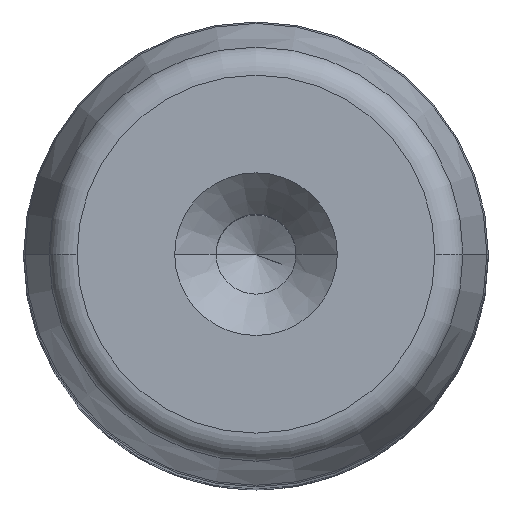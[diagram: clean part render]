
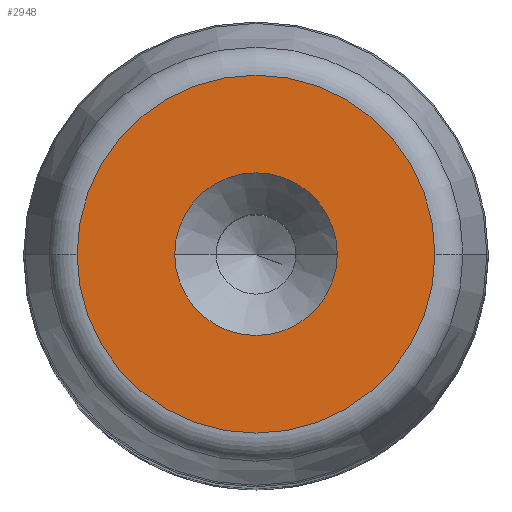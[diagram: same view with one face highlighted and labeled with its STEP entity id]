
A CAD part, top view. The second image highlights one B-rep face of the part: STEP entity #2948.
In plain terms, the highlighted planar face has unit normal (0, 0, 1).
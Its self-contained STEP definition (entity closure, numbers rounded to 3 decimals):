
#68 = CARTESIAN_POINT ( 'NONE',  ( 0., 0., 140. ) ) ;
#152 = VERTEX_POINT ( 'NONE', #2785 ) ;
#195 = EDGE_LOOP ( 'NONE', ( #1030, #1919 ) ) ;
#206 = CARTESIAN_POINT ( 'NONE',  ( 0., 0., 140. ) ) ;
#235 = CIRCLE ( 'NONE', #2617, 12.322 ) ;
#432 = DIRECTION ( 'NONE',  ( 1., 0., 0. ) ) ;
#460 = EDGE_CURVE ( 'NONE', #152, #1245, #2730, .T. ) ;
#476 = DIRECTION ( 'NONE',  ( 1., 0., 0. ) ) ;
#479 = CARTESIAN_POINT ( 'NONE',  ( 0., 0., 140. ) ) ;
#624 = ORIENTED_EDGE ( 'NONE', *, *, #1038, .T. ) ;
#697 = DIRECTION ( 'NONE',  ( 0., 0., 1. ) ) ;
#738 = VERTEX_POINT ( 'NONE', #2937 ) ;
#899 = CARTESIAN_POINT ( 'NONE',  ( -12.322, 0., 140. ) ) ;
#950 = FACE_OUTER_BOUND ( 'NONE', #2370, .T. ) ;
#1030 = ORIENTED_EDGE ( 'NONE', *, *, #2037, .F. ) ;
#1038 = EDGE_CURVE ( 'NONE', #1961, #738, #2023, .T. ) ;
#1245 = VERTEX_POINT ( 'NONE', #2973 ) ;
#1374 = PLANE ( 'NONE',  #2814 ) ;
#1416 = DIRECTION ( 'NONE',  ( 0., 0., 1. ) ) ;
#1524 = CIRCLE ( 'NONE', #2214, 5.6 ) ;
#1525 = FACE_BOUND ( 'NONE', #195, .T. ) ;
#1643 = DIRECTION ( 'NONE',  ( 1., 0., 0. ) ) ;
#1827 = DIRECTION ( 'NONE',  ( 0., 0., 1. ) ) ;
#1867 = CARTESIAN_POINT ( 'NONE',  ( 0., 0., 140. ) ) ;
#1919 = ORIENTED_EDGE ( 'NONE', *, *, #460, .F. ) ;
#1961 = VERTEX_POINT ( 'NONE', #899 ) ;
#2023 = CIRCLE ( 'NONE', #2896, 12.322 ) ;
#2037 = EDGE_CURVE ( 'NONE', #1245, #152, #1524, .T. ) ;
#2214 = AXIS2_PLACEMENT_3D ( 'NONE', #206, #1827, #432 ) ;
#2240 = EDGE_CURVE ( 'NONE', #738, #1961, #235, .T. ) ;
#2370 = EDGE_LOOP ( 'NONE', ( #3009, #624 ) ) ;
#2378 = DIRECTION ( 'NONE',  ( 0., 0., 1. ) ) ;
#2416 = DIRECTION ( 'NONE',  ( 0., 0., 1. ) ) ;
#2617 = AXIS2_PLACEMENT_3D ( 'NONE', #1867, #1416, #476 ) ;
#2638 = AXIS2_PLACEMENT_3D ( 'NONE', #68, #2416, #2659 ) ;
#2659 = DIRECTION ( 'NONE',  ( 1., 0., 0. ) ) ;
#2730 = CIRCLE ( 'NONE', #2638, 5.6 ) ;
#2768 = DIRECTION ( 'NONE',  ( 1., 0., 0. ) ) ;
#2785 = CARTESIAN_POINT ( 'NONE',  ( -5.6, 0., 140. ) ) ;
#2791 = CARTESIAN_POINT ( 'NONE',  ( 0., 0., 140. ) ) ;
#2814 = AXIS2_PLACEMENT_3D ( 'NONE', #2791, #697, #2768 ) ;
#2896 = AXIS2_PLACEMENT_3D ( 'NONE', #479, #2378, #1643 ) ;
#2937 = CARTESIAN_POINT ( 'NONE',  ( 12.322, 0., 140. ) ) ;
#2948 = ADVANCED_FACE ( 'NONE', ( #950, #1525 ), #1374, .T. ) ;
#2973 = CARTESIAN_POINT ( 'NONE',  ( 5.6, 0., 140. ) ) ;
#3009 = ORIENTED_EDGE ( 'NONE', *, *, #2240, .T. ) ;
